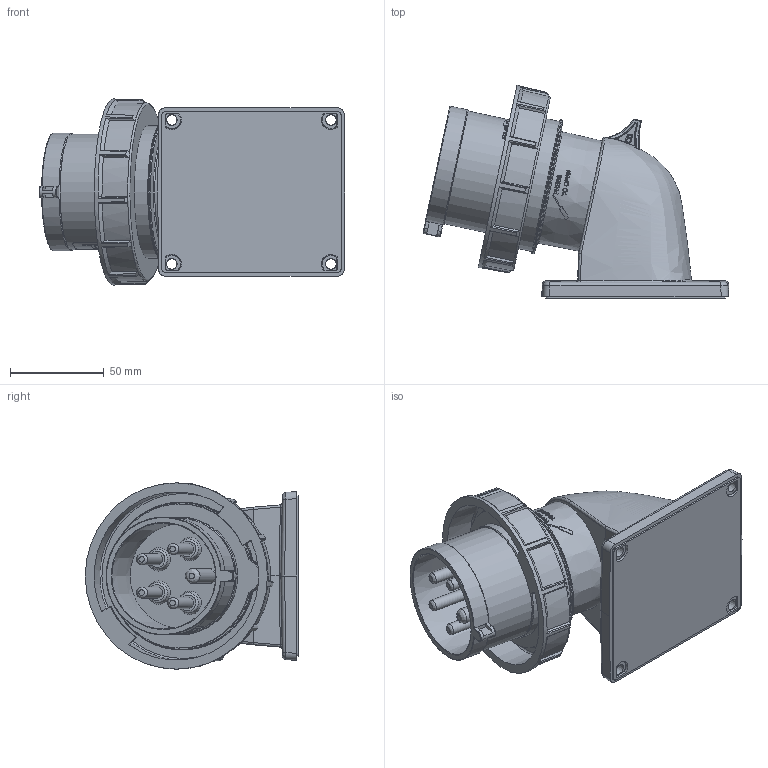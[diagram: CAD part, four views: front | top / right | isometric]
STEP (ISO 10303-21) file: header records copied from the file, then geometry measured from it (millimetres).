
FILE_DESCRIPTION (( 'STEP AP203' ), '1' );
FILE_NAME ('777252-6.STEP', '2017-12-20T12:57:18', ( '' ), ( '' ), 'SwSTEP 2.0', 'SolidWorks 2016', '' );
FILE_SCHEMA (( 'CONFIG_CONTROL_DESIGN' ));
Length unit declared in the file: millimetre
Products named in the file (1): 777252-6
Bounding box: 163.44 x 114.05 x 99.5 mm (x, y, z)
Volume: 479223.5 mm3; surface area: 84832.1 mm2
Topology: 1 solids, 1 shells, 786 faces, 2038 edges, 1310 vertices
Faces by surface type: plane 342, bspline 254, cylinder 113, cone 77
Full cylindrical faces by diameter (mm): 6 x4, 8 x1, 61.546 x2, 63 x1, 71 x1, 73.1 x1, 79 x1
Entity records: 39533 total; most frequent: CARTESIAN_POINT 23224, ORIENTED_EDGE 3932, DIRECTION 2390, EDGE_CURVE 1966, VERTEX_POINT 1289, EDGE_LOOP 901, AXIS2_PLACEMENT_3D 855, B_SPLINE_CURVE_WITH_KNOTS 854
